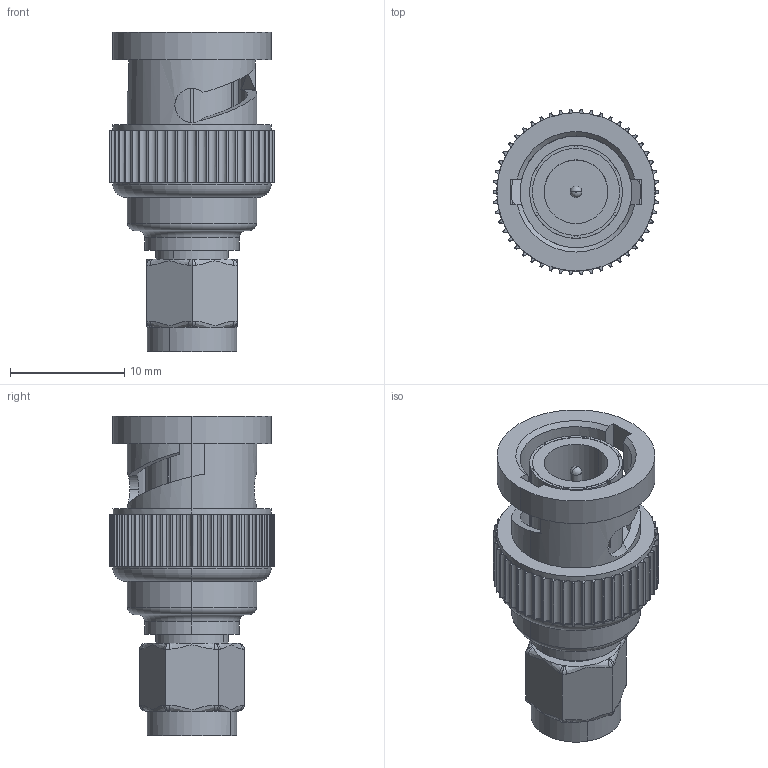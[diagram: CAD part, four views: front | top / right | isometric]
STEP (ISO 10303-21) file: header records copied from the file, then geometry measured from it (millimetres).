
FILE_DESCRIPTION (( 'STEP AP203' ), '1' );
FILE_NAME ('FMAD1289_3D.STEP', '2022-03-18T22:30:47', ( '' ), ( '' ), 'SwSTEP 2.0', 'SolidWorks 2021', '' );
FILE_SCHEMA (( 'CONFIG_CONTROL_DESIGN' ));
Length unit declared in the file: inch
Products named in the file (3): Copy of BNC Male for 1289^FMAD1289; FMAD1289_3D; Copy of SSMA Male connector^FMAD1289
Assembly tree (2 placements, depth 2):
  FMAD1289_3D
    Copy of BNC Male for 1289^FMAD1289
    Copy of SSMA Male connector^FMAD1289
Bounding box: 14.5 x 14.48 x 27.94 mm (x, y, z)
Volume: 2093.8 mm3; surface area: 2341.5 mm2
Topology: 2 solids, 2 shells, 489 faces, 1182 edges, 706 vertices
Faces by surface type: plane 268, cylinder 197, bspline 12, torus 10, cone 2
Entity records: 15651 total; most frequent: CARTESIAN_POINT 3456, DIRECTION 2908, ORIENTED_EDGE 2364, AXIS2_PLACEMENT_3D 1298, EDGE_CURVE 1182, CIRCLE 816, VERTEX_POINT 706, EDGE_LOOP 502
